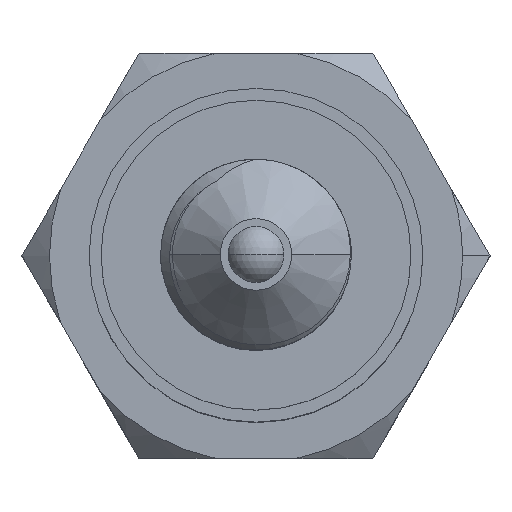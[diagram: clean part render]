
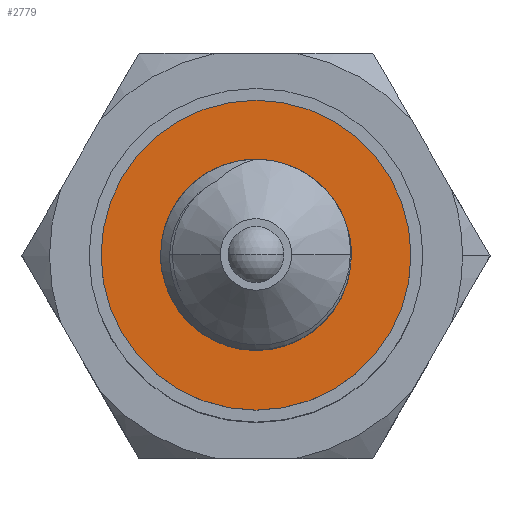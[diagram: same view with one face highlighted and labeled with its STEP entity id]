
A CAD part, top view. The second image highlights one B-rep face of the part: STEP entity #2779.
In plain terms, the highlighted planar face has unit normal (0, 0, 1).
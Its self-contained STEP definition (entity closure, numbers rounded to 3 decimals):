
#8 = CARTESIAN_POINT ( 'NONE',  ( -3.112, -1.838, 38.5 ) ) ;
#35 = CARTESIAN_POINT ( 'NONE',  ( -2.374, 3.065, 38.5 ) ) ;
#52 = CARTESIAN_POINT ( 'NONE',  ( -2.524, 2.929, 38.5 ) ) ;
#68 = CARTESIAN_POINT ( 'NONE',  ( -3.319, -1.485, 38.5 ) ) ;
#171 = ORIENTED_EDGE ( 'NONE', *, *, #3560, .F. ) ;
#235 = VERTEX_POINT ( 'NONE', #2494 ) ;
#314 = DIRECTION ( 'NONE',  ( 0., 0., 1. ) ) ;
#339 = CARTESIAN_POINT ( 'NONE',  ( -3.533, -0.928, 38.5 ) ) ;
#353 = CARTESIAN_POINT ( 'NONE',  ( -0.403, 3.982, 38.5 ) ) ;
#363 = CARTESIAN_POINT ( 'NONE',  ( 3.701, 1.517, 38.5 ) ) ;
#366 = CARTESIAN_POINT ( 'NONE',  ( -1.542, 3.611, 38.5 ) ) ;
#375 = CARTESIAN_POINT ( 'NONE',  ( -1.942, -2.92, 38.5 ) ) ;
#376 = CARTESIAN_POINT ( 'NONE',  ( -3.705, 0.256, 38.5 ) ) ;
#462 = CARTESIAN_POINT ( 'NONE',  ( -1.267, -3.342, 38.5 ) ) ;
#589 = EDGE_CURVE ( 'NONE', #652, #1469, #1831, .T. ) ;
#646 = EDGE_LOOP ( 'NONE', ( #1259, #911 ) ) ;
#647 = DIRECTION ( 'NONE',  ( 1., 0., 0. ) ) ;
#652 = VERTEX_POINT ( 'NONE', #363 ) ;
#735 = B_SPLINE_CURVE_WITH_KNOTS ( 'NONE', 3,
 ( #2370, #353, #2972, #3651, #366, #2011, #2694, #35, #52, #3999, #1971, #3673, #3351, #995, #1664, #2000, #2654, #3309, #376, #1355, #1333, #3969, #339, #68, #8, #3662, #3322, #3635 ),
 .UNSPECIFIED., .F., .F.,
 ( 4, 2, 2, 2, 2, 2, 2, 2, 2, 2, 2, 2, 2, 4 ),
 ( 0., 0.001, 0.002, 0.002, 0.003, 0.004, 0.004, 0.005, 0.005, 0.006, 0.007, 0.007, 0.008, 0.01 ),
 .UNSPECIFIED. ) ;
#755 = CARTESIAN_POINT ( 'NONE',  ( 0.699, -3.612, 38.5 ) ) ;
#768 = CARTESIAN_POINT ( 'NONE',  ( 3.738, -1.034, 38.5 ) ) ;
#783 = CARTESIAN_POINT ( 'NONE',  ( 2.815, -2.558, 38.5 ) ) ;
#794 = CARTESIAN_POINT ( 'NONE',  ( 3.918, 0.541, 38.5 ) ) ;
#875 = AXIS2_PLACEMENT_3D ( 'NONE', #3896, #314, #647 ) ;
#911 = ORIENTED_EDGE ( 'NONE', *, *, #3120, .T. ) ;
#995 = CARTESIAN_POINT ( 'NONE',  ( -3.423, 1.62, 38.5 ) ) ;
#1018 = EDGE_LOOP ( 'NONE', ( #3847, #171, #1759 ) ) ;
#1066 = CARTESIAN_POINT ( 'NONE',  ( 1.844, -3.257, 38.5 ) ) ;
#1080 = EDGE_CURVE ( 'NONE', #1469, #235, #735, .T. ) ;
#1092 = CARTESIAN_POINT ( 'NONE',  ( 3.927, -0.055, 38.5 ) ) ;
#1102 = AXIS2_PLACEMENT_3D ( 'NONE', #1323, #3623, #3948 ) ;
#1166 = CIRCLE ( 'NONE', #4021, 6.5 ) ;
#1195 = PLANE ( 'NONE',  #2573 ) ;
#1229 = DIRECTION ( 'NONE',  ( 0., 0., 1. ) ) ;
#1242 = CARTESIAN_POINT ( 'NONE',  ( -6.5, 0., 38.5 ) ) ;
#1259 = ORIENTED_EDGE ( 'NONE', *, *, #1521, .T. ) ;
#1323 = CARTESIAN_POINT ( 'NONE',  ( 0., 0., 38.5 ) ) ;
#1333 = CARTESIAN_POINT ( 'NONE',  ( -3.669, -0.342, 38.5 ) ) ;
#1355 = CARTESIAN_POINT ( 'NONE',  ( -3.692, -0.142, 38.5 ) ) ;
#1401 = CARTESIAN_POINT ( 'NONE',  ( 3.844, -0.648, 38.5 ) ) ;
#1415 = CARTESIAN_POINT ( 'NONE',  ( 1.089, -3.536, 38.5 ) ) ;
#1469 = VERTEX_POINT ( 'NONE', #1995 ) ;
#1521 = EDGE_CURVE ( 'NONE', #2823, #1761, #1166, .T. ) ;
#1644 = B_SPLINE_CURVE_WITH_KNOTS ( 'NONE', 3,
 ( #375, #2682, #462, #2769, #4061, #755, #1415, #1066, #2741, #783, #3379, #3105, #2725, #1746, #768, #1401, #3058, #1092, #3093, #794, #3050, #3076, #3752, #3404 ),
 .UNSPECIFIED., .F., .F.,
 ( 4, 2, 2, 2, 2, 2, 2, 2, 2, 2, 2, 4 ),
 ( 0., 0.001, 0.002, 0.004, 0.005, 0.006, 0.007, 0.007, 0.008, 0.008, 0.009, 0.01 ),
 .UNSPECIFIED. ) ;
#1645 = CARTESIAN_POINT ( 'NONE',  ( 0., 0., 38.5 ) ) ;
#1658 = CARTESIAN_POINT ( 'NONE',  ( 6.5, 0., 38.5 ) ) ;
#1660 = DIRECTION ( 'NONE',  ( 1., 0., 0. ) ) ;
#1664 = CARTESIAN_POINT ( 'NONE',  ( -3.494, 1.434, 38.5 ) ) ;
#1746 = CARTESIAN_POINT ( 'NONE',  ( 3.671, -1.22, 38.5 ) ) ;
#1759 = ORIENTED_EDGE ( 'NONE', *, *, #1080, .F. ) ;
#1761 = VERTEX_POINT ( 'NONE', #1658 ) ;
#1831 = CIRCLE ( 'NONE', #875, 4. ) ;
#1921 = DIRECTION ( 'NONE',  ( 1., 0., 0. ) ) ;
#1971 = CARTESIAN_POINT ( 'NONE',  ( -2.925, 2.486, 38.5 ) ) ;
#1995 = CARTESIAN_POINT ( 'NONE',  ( 0., 4., 38.5 ) ) ;
#2000 = CARTESIAN_POINT ( 'NONE',  ( -3.606, 1.051, 38.5 ) ) ;
#2011 = CARTESIAN_POINT ( 'NONE',  ( -1.891, 3.419, 38.5 ) ) ;
#2270 = CIRCLE ( 'NONE', #1102, 6.5 ) ;
#2370 = CARTESIAN_POINT ( 'NONE',  ( 0., 4., 38.5 ) ) ;
#2494 = CARTESIAN_POINT ( 'NONE',  ( -1.942, -2.92, 38.5 ) ) ;
#2529 = FACE_OUTER_BOUND ( 'NONE', #646, .T. ) ;
#2573 = AXIS2_PLACEMENT_3D ( 'NONE', #3448, #1229, #1921 ) ;
#2654 = CARTESIAN_POINT ( 'NONE',  ( -3.647, 0.853, 38.5 ) ) ;
#2682 = CARTESIAN_POINT ( 'NONE',  ( -1.62, -3.161, 38.5 ) ) ;
#2694 = CARTESIAN_POINT ( 'NONE',  ( -2.057, 3.31, 38.5 ) ) ;
#2725 = CARTESIAN_POINT ( 'NONE',  ( 3.507, -1.582, 38.5 ) ) ;
#2741 = CARTESIAN_POINT ( 'NONE',  ( 2.189, -3.061, 38.5 ) ) ;
#2769 = CARTESIAN_POINT ( 'NONE',  ( -0.499, -3.583, 38.5 ) ) ;
#2779 = ADVANCED_FACE ( 'NONE', ( #2529, #3258 ), #1195, .T. ) ;
#2823 = VERTEX_POINT ( 'NONE', #1242 ) ;
#2972 = CARTESIAN_POINT ( 'NONE',  ( -0.793, 3.903, 38.5 ) ) ;
#3050 = CARTESIAN_POINT ( 'NONE',  ( 3.895, 0.742, 38.5 ) ) ;
#3058 = CARTESIAN_POINT ( 'NONE',  ( 3.882, -0.45, 38.5 ) ) ;
#3076 = CARTESIAN_POINT ( 'NONE',  ( 3.82, 1.135, 38.5 ) ) ;
#3093 = CARTESIAN_POINT ( 'NONE',  ( 3.934, 0.143, 38.5 ) ) ;
#3105 = CARTESIAN_POINT ( 'NONE',  ( 3.411, -1.758, 38.5 ) ) ;
#3120 = EDGE_CURVE ( 'NONE', #1761, #2823, #2270, .T. ) ;
#3258 = FACE_BOUND ( 'NONE', #1018, .T. ) ;
#3309 = CARTESIAN_POINT ( 'NONE',  ( -3.697, 0.455, 38.5 ) ) ;
#3322 = CARTESIAN_POINT ( 'NONE',  ( -2.291, -2.715, 38.5 ) ) ;
#3351 = CARTESIAN_POINT ( 'NONE',  ( -3.252, 1.982, 38.5 ) ) ;
#3379 = CARTESIAN_POINT ( 'NONE',  ( 3.082, -2.261, 38.5 ) ) ;
#3404 = CARTESIAN_POINT ( 'NONE',  ( 3.701, 1.517, 38.5 ) ) ;
#3448 = CARTESIAN_POINT ( 'NONE',  ( 0., 0., 38.5 ) ) ;
#3560 = EDGE_CURVE ( 'NONE', #235, #652, #1644, .T. ) ;
#3623 = DIRECTION ( 'NONE',  ( 0., 0., 1. ) ) ;
#3635 = CARTESIAN_POINT ( 'NONE',  ( -1.942, -2.92, 38.5 ) ) ;
#3645 = DIRECTION ( 'NONE',  ( 0., 0., 1. ) ) ;
#3651 = CARTESIAN_POINT ( 'NONE',  ( -1.359, 3.695, 38.5 ) ) ;
#3662 = CARTESIAN_POINT ( 'NONE',  ( -2.6, -2.449, 38.5 ) ) ;
#3673 = CARTESIAN_POINT ( 'NONE',  ( -3.15, 2.157, 38.5 ) ) ;
#3752 = CARTESIAN_POINT ( 'NONE',  ( 3.768, 1.328, 38.5 ) ) ;
#3847 = ORIENTED_EDGE ( 'NONE', *, *, #589, .F. ) ;
#3896 = CARTESIAN_POINT ( 'NONE',  ( 0., 0., 38.5 ) ) ;
#3948 = DIRECTION ( 'NONE',  ( 1., 0., 0. ) ) ;
#3969 = CARTESIAN_POINT ( 'NONE',  ( -3.589, -0.736, 38.5 ) ) ;
#3999 = CARTESIAN_POINT ( 'NONE',  ( -2.799, 2.64, 38.5 ) ) ;
#4021 = AXIS2_PLACEMENT_3D ( 'NONE', #1645, #3645, #1660 ) ;
#4061 = CARTESIAN_POINT ( 'NONE',  ( -0.105, -3.636, 38.5 ) ) ;
